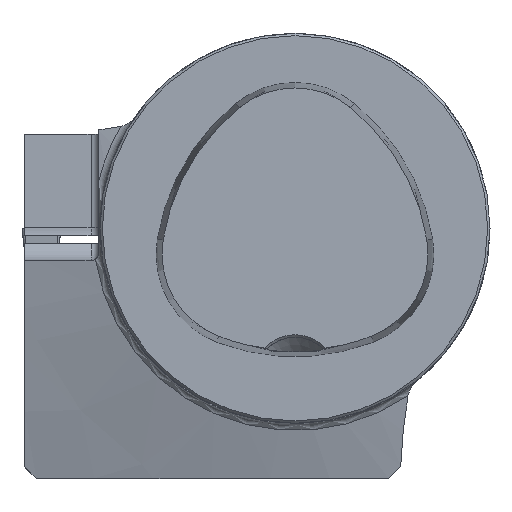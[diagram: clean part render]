
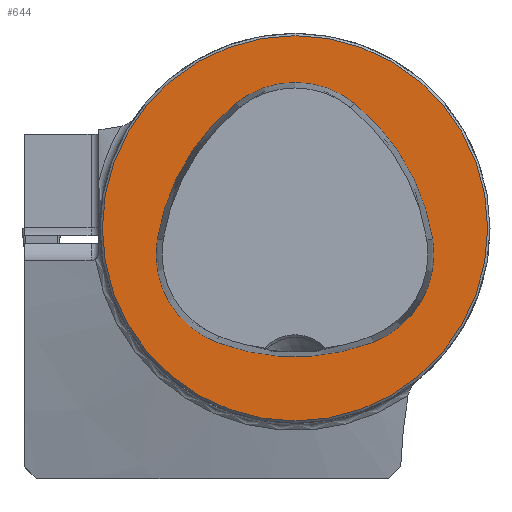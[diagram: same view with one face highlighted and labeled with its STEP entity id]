
A CAD part, top view. The second image highlights one B-rep face of the part: STEP entity #644.
In plain terms, the highlighted planar face has unit normal (0, 0, 1).
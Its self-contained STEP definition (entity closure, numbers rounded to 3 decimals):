
#113=FACE_BOUND('',#885,.T.);
#114=FACE_BOUND('',#886,.T.);
#179=PLANE('',#2329);
#644=ADVANCED_FACE('CU_FL_N1_SU_1',(#113,#114),#179,.T.);
#885=EDGE_LOOP('',(#1238,#1239,#1240,#1241,#1242,#1243));
#886=EDGE_LOOP('',(#1244));
#990=CIRCLE('',#2320,28.075);
#992=CIRCLE('',#2323,28.075);
#993=CIRCLE('',#2324,12.075);
#994=CIRCLE('',#2325,28.075);
#995=CIRCLE('',#2326,12.075);
#996=CIRCLE('',#2327,12.075);
#997=CIRCLE('',#2328,24.7);
#1238=ORIENTED_EDGE('',*,*,#2006,.F.);
#1239=ORIENTED_EDGE('',*,*,#2007,.F.);
#1240=ORIENTED_EDGE('',*,*,#2008,.F.);
#1241=ORIENTED_EDGE('',*,*,#2009,.F.);
#1242=ORIENTED_EDGE('',*,*,#2003,.F.);
#1243=ORIENTED_EDGE('',*,*,#2010,.F.);
#1244=ORIENTED_EDGE('',*,*,#2011,.T.);
#1768=VERTEX_POINT('',#3776);
#1769=VERTEX_POINT('',#3778);
#1771=VERTEX_POINT('',#3784);
#1772=VERTEX_POINT('',#3785);
#1773=VERTEX_POINT('',#3787);
#1774=VERTEX_POINT('',#3789);
#1775=VERTEX_POINT('',#3793);
#2003=EDGE_CURVE('',#1768,#1769,#990,.T.);
#2006=EDGE_CURVE('',#1771,#1772,#992,.T.);
#2007=EDGE_CURVE('',#1773,#1771,#993,.T.);
#2008=EDGE_CURVE('',#1774,#1773,#994,.T.);
#2009=EDGE_CURVE('',#1769,#1774,#995,.T.);
#2010=EDGE_CURVE('',#1772,#1768,#996,.T.);
#2011=EDGE_CURVE('',#1775,#1775,#997,.T.);
#2320=AXIS2_PLACEMENT_3D('',#3777,#2659,#2660);
#2323=AXIS2_PLACEMENT_3D('',#3783,#2666,#2667);
#2324=AXIS2_PLACEMENT_3D('',#3786,#2668,#2669);
#2325=AXIS2_PLACEMENT_3D('',#3788,#2670,#2671);
#2326=AXIS2_PLACEMENT_3D('',#3790,#2672,#2673);
#2327=AXIS2_PLACEMENT_3D('',#3791,#2674,#2675);
#2328=AXIS2_PLACEMENT_3D('',#3792,#2676,#2677);
#2329=AXIS2_PLACEMENT_3D('',#3794,#2678,#2679);
#2659=DIRECTION('',(0.,0.,1.));
#2660=DIRECTION('',(1.,0.,0.));
#2666=DIRECTION('',(0.,0.,1.));
#2667=DIRECTION('',(1.,0.,0.));
#2668=DIRECTION('',(0.,0.,1.));
#2669=DIRECTION('',(1.,0.,0.));
#2670=DIRECTION('',(0.,0.,1.));
#2671=DIRECTION('',(1.,0.,0.));
#2672=DIRECTION('',(0.,0.,1.));
#2673=DIRECTION('',(1.,0.,0.));
#2674=DIRECTION('',(0.,0.,1.));
#2675=DIRECTION('',(1.,0.,0.));
#2676=DIRECTION('',(0.,0.,1.));
#2677=DIRECTION('',(1.,0.,0.));
#2678=DIRECTION('',(0.,0.,1.));
#2679=DIRECTION('',(1.,0.,0.));
#3776=CARTESIAN_POINT('',(-10.05,-14.595,0.));
#3777=CARTESIAN_POINT('',(0.,11.62,0.));
#3778=CARTESIAN_POINT('',(10.05,-14.595,0.));
#3783=CARTESIAN_POINT('',(10.078,-5.807,0.));
#3784=CARTESIAN_POINT('',(-7.606,15.999,0.));
#3785=CARTESIAN_POINT('',(-17.656,-1.443,0.));
#3786=CARTESIAN_POINT('',(0.,6.62,0.));
#3787=CARTESIAN_POINT('',(7.606,15.999,0.));
#3788=CARTESIAN_POINT('',(-10.078,-5.807,0.));
#3789=CARTESIAN_POINT('',(17.656,-1.443,0.));
#3790=CARTESIAN_POINT('',(5.727,-3.32,0.));
#3791=CARTESIAN_POINT('',(-5.727,-3.32,0.));
#3792=CARTESIAN_POINT('',(0.,0.,0.));
#3793=CARTESIAN_POINT('',(24.7,0.,0.));
#3794=CARTESIAN_POINT('',(0.,0.,0.));
